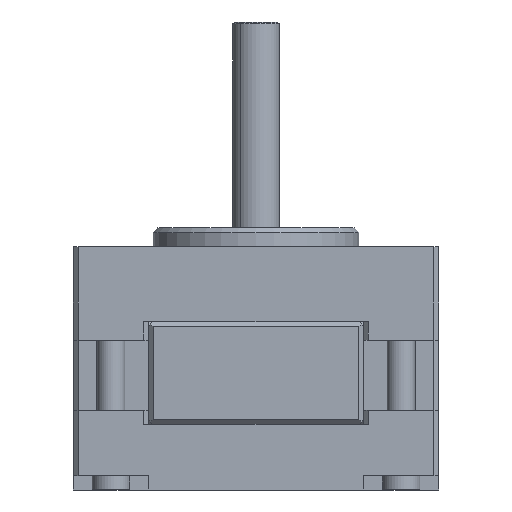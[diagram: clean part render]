
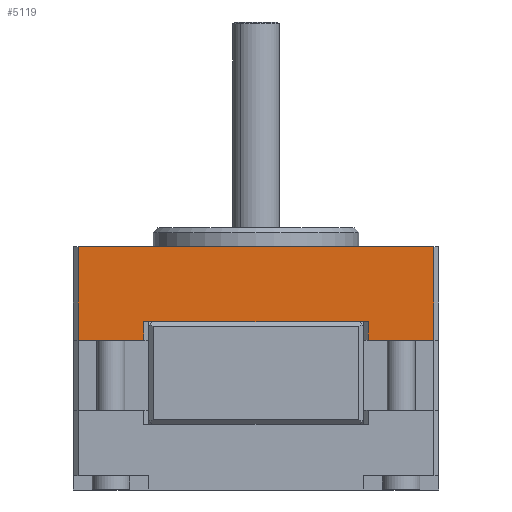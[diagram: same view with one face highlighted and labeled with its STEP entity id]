
A CAD part, front view. The second image highlights one B-rep face of the part: STEP entity #5119.
In plain terms, the highlighted planar face has unit normal (0, -1, 0).
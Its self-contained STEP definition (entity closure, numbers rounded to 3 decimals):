
#7 = CARTESIAN_POINT ( 'NONE',  ( 19., -19.5, 0. ) ) ;
#150 = CARTESIAN_POINT ( 'NONE',  ( -19., -19.5, 10. ) ) ;
#204 = ORIENTED_EDGE ( 'NONE', *, *, #6782, .F. ) ;
#372 = CARTESIAN_POINT ( 'NONE',  ( 12., -19.5, 2. ) ) ;
#396 = CARTESIAN_POINT ( 'NONE',  ( 19., -19.5, 10. ) ) ;
#451 = VERTEX_POINT ( 'NONE', #372 ) ;
#468 = VECTOR ( 'NONE', #2199, 1000. ) ;
#545 = VERTEX_POINT ( 'NONE', #1846 ) ;
#571 = DIRECTION ( 'NONE',  ( 1., 0., 0. ) ) ;
#637 = LINE ( 'NONE', #4284, #468 ) ;
#708 = DIRECTION ( 'NONE',  ( 0., 0., -1. ) ) ;
#729 = VECTOR ( 'NONE', #6498, 1000. ) ;
#751 = VECTOR ( 'NONE', #708, 1000. ) ;
#862 = LINE ( 'NONE', #2727, #3368 ) ;
#1094 = VECTOR ( 'NONE', #6563, 1000. ) ;
#1100 = FACE_OUTER_BOUND ( 'NONE', #4908, .T. ) ;
#1142 = ORIENTED_EDGE ( 'NONE', *, *, #2109, .F. ) ;
#1687 = VERTEX_POINT ( 'NONE', #5956 ) ;
#1749 = CARTESIAN_POINT ( 'NONE',  ( 0., -19.5, 2. ) ) ;
#1846 = CARTESIAN_POINT ( 'NONE',  ( -19., -19.5, 0. ) ) ;
#1942 = VERTEX_POINT ( 'NONE', #7 ) ;
#2055 = ORIENTED_EDGE ( 'NONE', *, *, #3334, .T. ) ;
#2059 = PLANE ( 'NONE',  #4208 ) ;
#2109 = EDGE_CURVE ( 'NONE', #1687, #5667, #2557, .T. ) ;
#2118 = VECTOR ( 'NONE', #6822, 1000. ) ;
#2149 = CARTESIAN_POINT ( 'NONE',  ( 19., -19.5, 10. ) ) ;
#2199 = DIRECTION ( 'NONE',  ( 0., 0., 1. ) ) ;
#2379 = CARTESIAN_POINT ( 'NONE',  ( -12., -19.5, 2. ) ) ;
#2492 = ORIENTED_EDGE ( 'NONE', *, *, #5350, .T. ) ;
#2557 = LINE ( 'NONE', #4417, #1094 ) ;
#2577 = DIRECTION ( 'NONE',  ( -1., 0., 0. ) ) ;
#2578 = VECTOR ( 'NONE', #3381, 1000. ) ;
#2727 = CARTESIAN_POINT ( 'NONE',  ( 19., -19.5, 0. ) ) ;
#2857 = EDGE_CURVE ( 'NONE', #4111, #1942, #4917, .T. ) ;
#3267 = CARTESIAN_POINT ( 'NONE',  ( 12., -19.5, 10. ) ) ;
#3334 = EDGE_CURVE ( 'NONE', #6674, #4563, #637, .T. ) ;
#3368 = VECTOR ( 'NONE', #571, 1000. ) ;
#3381 = DIRECTION ( 'NONE',  ( 0., 0., -1. ) ) ;
#3601 = LINE ( 'NONE', #6040, #751 ) ;
#4079 = LINE ( 'NONE', #3267, #5305 ) ;
#4111 = VERTEX_POINT ( 'NONE', #5360 ) ;
#4208 = AXIS2_PLACEMENT_3D ( 'NONE', #396, #5736, #2577 ) ;
#4284 = CARTESIAN_POINT ( 'NONE',  ( -12., -19.5, 2. ) ) ;
#4417 = CARTESIAN_POINT ( 'NONE',  ( 19., -19.5, 10. ) ) ;
#4435 = ORIENTED_EDGE ( 'NONE', *, *, #5908, .F. ) ;
#4522 = EDGE_CURVE ( 'NONE', #1687, #545, #5206, .T. ) ;
#4563 = VERTEX_POINT ( 'NONE', #2379 ) ;
#4908 = EDGE_LOOP ( 'NONE', ( #2492, #2055, #204, #5487, #6633, #4435, #1142, #5094 ) ) ;
#4917 = LINE ( 'NONE', #6283, #2118 ) ;
#5094 = ORIENTED_EDGE ( 'NONE', *, *, #4522, .T. ) ;
#5119 = ADVANCED_FACE ( 'NONE', ( #1100 ), #2059, .F. ) ;
#5206 = LINE ( 'NONE', #150, #2578 ) ;
#5305 = VECTOR ( 'NONE', #5904, 1000. ) ;
#5350 = EDGE_CURVE ( 'NONE', #545, #6674, #862, .T. ) ;
#5360 = CARTESIAN_POINT ( 'NONE',  ( 12., -19.5, 0. ) ) ;
#5487 = ORIENTED_EDGE ( 'NONE', *, *, #6686, .T. ) ;
#5667 = VERTEX_POINT ( 'NONE', #2149 ) ;
#5736 = DIRECTION ( 'NONE',  ( 0., 1., 0. ) ) ;
#5904 = DIRECTION ( 'NONE',  ( 0., 0., -1. ) ) ;
#5908 = EDGE_CURVE ( 'NONE', #5667, #1942, #3601, .T. ) ;
#5956 = CARTESIAN_POINT ( 'NONE',  ( -19., -19.5, 10. ) ) ;
#6040 = CARTESIAN_POINT ( 'NONE',  ( 19., -19.5, 10. ) ) ;
#6283 = CARTESIAN_POINT ( 'NONE',  ( 19., -19.5, 0. ) ) ;
#6413 = LINE ( 'NONE', #1749, #729 ) ;
#6430 = CARTESIAN_POINT ( 'NONE',  ( -12., -19.5, 0. ) ) ;
#6498 = DIRECTION ( 'NONE',  ( -1., 0., 0. ) ) ;
#6563 = DIRECTION ( 'NONE',  ( 1., 0., 0. ) ) ;
#6633 = ORIENTED_EDGE ( 'NONE', *, *, #2857, .T. ) ;
#6674 = VERTEX_POINT ( 'NONE', #6430 ) ;
#6686 = EDGE_CURVE ( 'NONE', #451, #4111, #4079, .T. ) ;
#6782 = EDGE_CURVE ( 'NONE', #451, #4563, #6413, .T. ) ;
#6822 = DIRECTION ( 'NONE',  ( 1., 0., 0. ) ) ;
